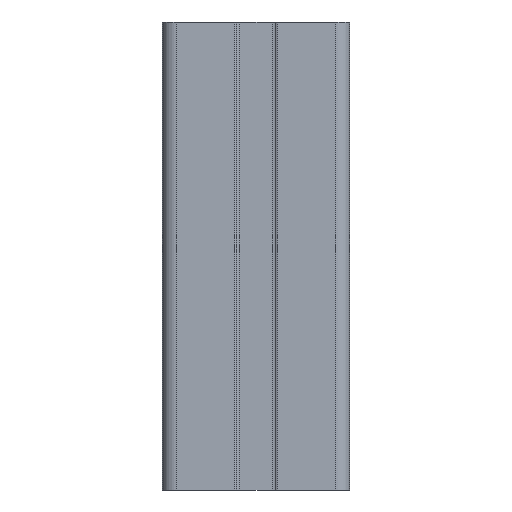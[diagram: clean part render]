
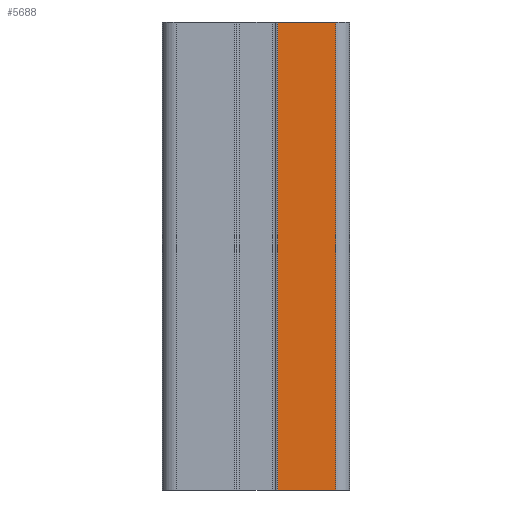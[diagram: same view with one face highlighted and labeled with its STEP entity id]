
A CAD part, left-side view. The second image highlights one B-rep face of the part: STEP entity #5688.
In plain terms, the highlighted planar face has unit normal (-1, 0, 0).
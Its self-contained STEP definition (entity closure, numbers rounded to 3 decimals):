
#162=PLANE('',#6264);
#434=FACE_OUTER_BOUND('',#738,.T.);
#738=EDGE_LOOP('',(#5177,#5178,#5179,#5180));
#853=LINE('',#8351,#1413);
#932=LINE('',#8671,#1492);
#1293=LINE('',#9637,#1853);
#1302=LINE('',#9655,#1862);
#1413=VECTOR('',#6557,12.4);
#1492=VECTOR('',#6804,12.4);
#1853=VECTOR('',#7899,100.);
#1862=VECTOR('',#7926,100.);
#2344=VERTEX_POINT('',#8348);
#2345=VERTEX_POINT('',#8350);
#2501=VERTEX_POINT('',#8668);
#2502=VERTEX_POINT('',#8670);
#2914=EDGE_CURVE('',#2344,#2345,#853,.T.);
#3074=EDGE_CURVE('',#2501,#2502,#932,.T.);
#3557=EDGE_CURVE('',#2502,#2344,#1293,.T.);
#3566=EDGE_CURVE('',#2501,#2345,#1302,.T.);
#5177=ORIENTED_EDGE('',*,*,#3557,.F.);
#5178=ORIENTED_EDGE('',*,*,#3074,.F.);
#5179=ORIENTED_EDGE('',*,*,#3566,.T.);
#5180=ORIENTED_EDGE('',*,*,#2914,.F.);
#5688=ADVANCED_FACE('',(#434),#162,.T.);
#6264=AXIS2_PLACEMENT_3D('',#9654,#7924,#7925);
#6557=DIRECTION('',(0.,-1.,0.));
#6804=DIRECTION('',(0.,1.,0.));
#7899=DIRECTION('',(0.,0.,1.));
#7924=DIRECTION('center_axis',(-1.,0.,0.));
#7925=DIRECTION('ref_axis',(0.,-1.,0.));
#7926=DIRECTION('',(0.,0.,1.));
#8348=CARTESIAN_POINT('',(-80.,-4.6,100.));
#8350=CARTESIAN_POINT('',(-80.,-17.,100.));
#8351=CARTESIAN_POINT('',(-80.,-17.,100.));
#8668=CARTESIAN_POINT('',(-80.,-17.,0.));
#8670=CARTESIAN_POINT('',(-80.,-4.6,0.));
#8671=CARTESIAN_POINT('',(-80.,-17.,0.));
#9637=CARTESIAN_POINT('',(-80.,-4.6,0.));
#9654=CARTESIAN_POINT('Origin',(-80.,17.,0.));
#9655=CARTESIAN_POINT('',(-80.,-17.,0.));
